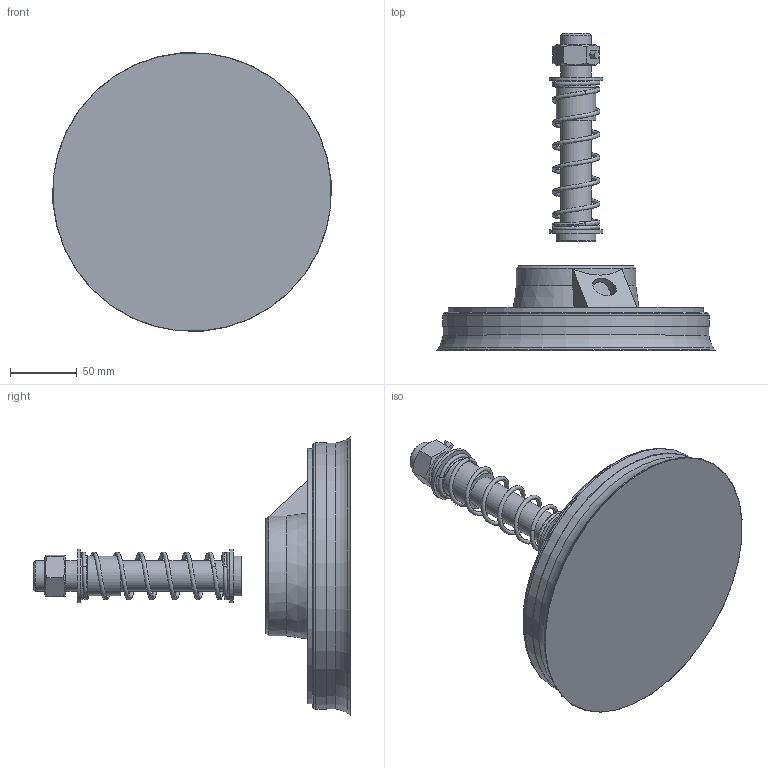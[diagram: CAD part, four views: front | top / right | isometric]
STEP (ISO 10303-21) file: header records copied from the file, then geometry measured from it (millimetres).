
FILE_DESCRIPTION(/* description */ (''),/* implementation_level */ '2;1');
FILE_NAME(/* name */ 'vpdcm60200sb.stp',/* time_stamp */ '2020-06-29T15:33:32+02:00',/* author */ ('enginyeria'),/* organization */ (''),/* preprocessor_version */ 'ST-DEVELOPER v17',/* originating_system */ 'Autodesk Inventor 2019',/* authorisation */ '');
FILE_SCHEMA (('CONFIG_CONTROL_DESIGN'));
Length unit declared in the file: millimetre
Products named in the file (1): vpdcm60200sb
Bounding box: 208.84 x 238.01 x 208.84 mm (x, y, z)
Volume: 1340969.9 mm3; surface area: 121492.1 mm2
Topology: 1 solids, 2 shells, 83 faces, 229 edges, 164 vertices
Faces by surface type: plane 37, cylinder 20, bspline 13, cone 9, torus 4
Full cylindrical faces by diameter (mm): 4.917 x1, 18.631 x1, 22.992 x3, 29.658 x1, 30 x1, 30.492 x2, 40.492 x2, 90 x1, 191.949 x1, 199.949 x2, 200.749 x1
Entity records: 6312 total; most frequent: CARTESIAN_POINT 4051, ORIENTED_EDGE 456, DIRECTION 432, EDGE_CURVE 228, AXIS2_PLACEMENT_3D 187, VERTEX_POINT 164, CIRCLE 109, EDGE_LOOP 100
